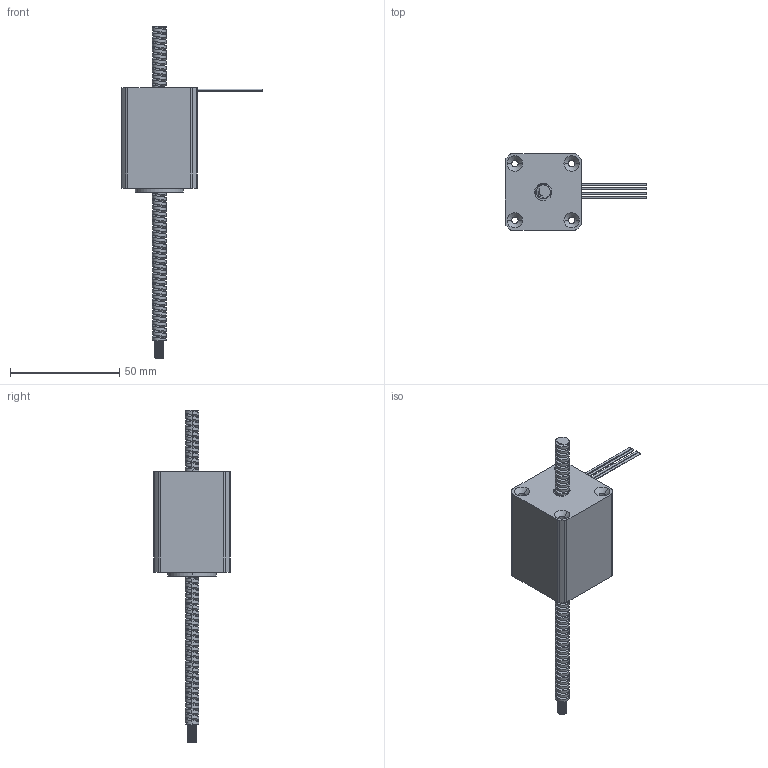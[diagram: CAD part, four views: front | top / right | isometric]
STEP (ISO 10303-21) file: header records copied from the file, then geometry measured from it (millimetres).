
FILE_DESCRIPTION(('FreeCAD Model'),'2;1');
FILE_NAME( 'MSL142ANx-4L3N0xxxx.step', '2018-07-27T14:10:06',('Author'),(''), 'Open CASCADE STEP processor 6.8','FreeCAD','Unknown');
FILE_SCHEMA(('AUTOMOTIVE_DESIGN_CC2 { 1 2 10303 214 -1 1 5 4 }'));
Length unit declared in the file: millimetre
Products named in the file (2): ASSEMBLY
Assembly tree (1 placements, depth 2):
  ASSEMBLY
    (unnamed)
Bounding box: 65 x 35 x 152 mm (x, y, z)
Volume: 57244.7 mm3; surface area: 16079.3 mm2
Topology: 1 solids, 1 shells, 189 faces, 532 edges, 352 vertices
Faces by surface type: cylinder 156, plane 18, cone 8, bspline 7
Entity records: 54065 total; most frequent: CARTESIAN_POINT 45952, ORIENTED_EDGE 1064, PCURVE 1064, DEFINITIONAL_REPRESENTATION 1064, B_SPLINE_CURVE_WITH_KNOTS 963, DIRECTION 812, EDGE_CURVE 532, SURFACE_CURVE 532
